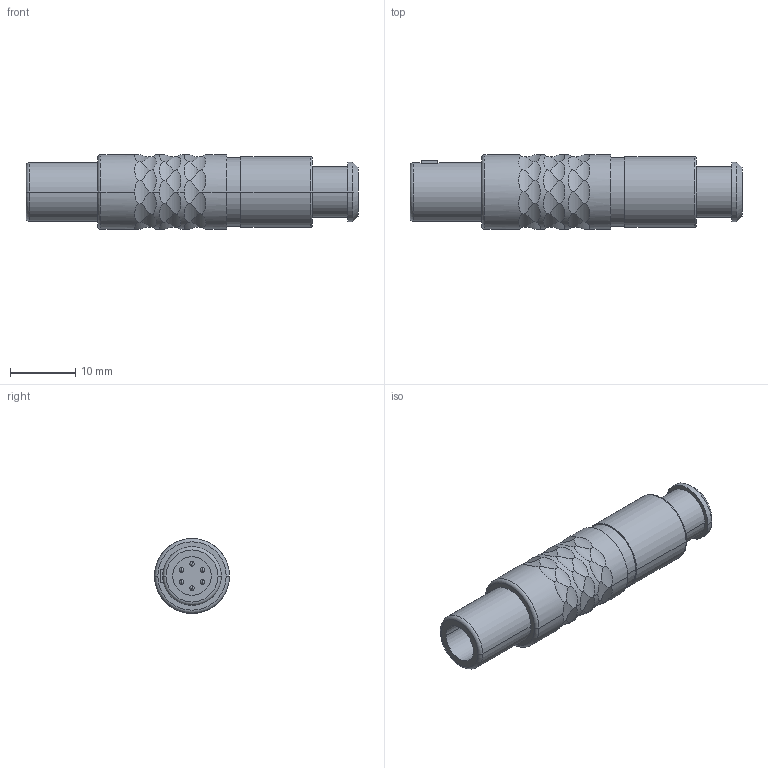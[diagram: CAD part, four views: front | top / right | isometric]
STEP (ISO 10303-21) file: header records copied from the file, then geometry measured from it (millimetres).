
FILE_DESCRIPTION((''),'2;1');
FILE_NAME('S21L0C-P06M','2022-03-30T07:08:19',('RTrager'),(''),'CREO PARAMETRIC BY PTC INC, 2020184','CREO PARAMETRIC BY PTC INC, 2020184','');
FILE_SCHEMA(('AP242_MANAGED_MODEL_BASED_3D_ENGINEERING_MIM_LF { 1 0 10303 442 1 1 4 }'));
Length unit declared in the file: millimetre
Products named in the file (1): S21L0C-P06M
Bounding box: 51 x 11.5 x 11.5 mm (x, y, z)
Volume: 3251.3 mm3; surface area: 2749.4 mm2
Topology: 1 solids, 1 shells, 198 faces, 513 edges, 326 vertices
Faces by surface type: cylinder 136, plane 31, torus 12, sphere 12, bspline 5, cone 2
Entity records: 10498 total; most frequent: CARTESIAN_POINT 4610, ORIENTED_EDGE 1002, DIRECTION 827, EDGE_CURVE 501, AXIS2_PLACEMENT_3D 356, VERTEX_POINT 326, B_SPLINE_CURVE_WITH_KNOTS 223, EDGE_LOOP 219
